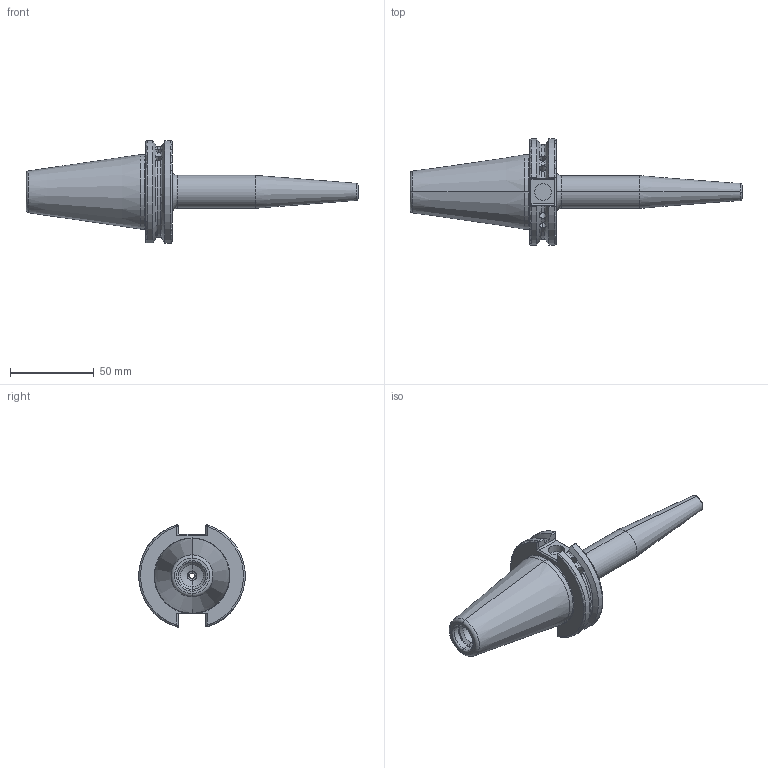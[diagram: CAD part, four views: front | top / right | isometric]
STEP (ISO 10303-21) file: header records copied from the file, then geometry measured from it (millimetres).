
FILE_DESCRIPTION (( 'STEP AP203' ), '1' );
FILE_NAME ('CA40A260-03130HP1.STEP', '2020-09-15T02:06:49', ( 'user' ), ( '' ), 'SwSTEP 2.0', 'SolidWorks 2013', '' );
FILE_SCHEMA (( 'CONFIG_CONTROL_DESIGN' ));
Length unit declared in the file: millimetre
Products named in the file (1): CA40A260-03130HP1
Bounding box: 198.25 x 63.35 x 61.23 mm (x, y, z)
Volume: 128894.8 mm3; surface area: 27027.4 mm2
Topology: 1 solids, 1 shells, 134 faces, 365 edges, 222 vertices
Faces by surface type: cylinder 40, torus 32, cone 30, plane 30, bspline 2
Entity records: 4748 total; most frequent: CARTESIAN_POINT 1472, ORIENTED_EDGE 706, DIRECTION 640, EDGE_CURVE 353, AXIS2_PLACEMENT_3D 259, VERTEX_POINT 222, EDGE_LOOP 141, ADVANCED_FACE 134
